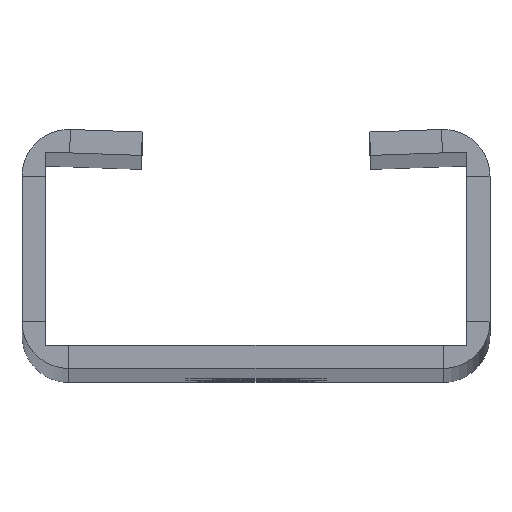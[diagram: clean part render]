
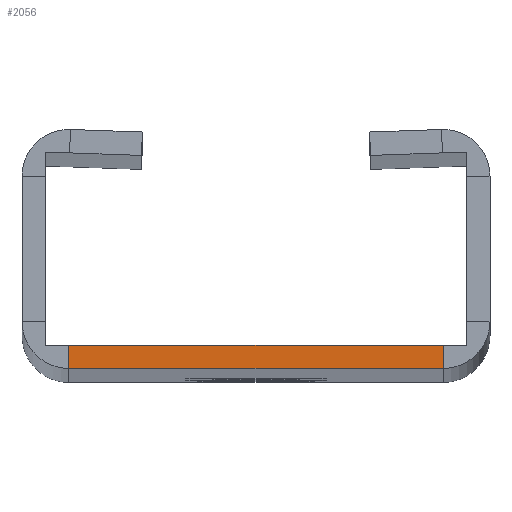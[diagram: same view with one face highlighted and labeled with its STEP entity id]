
A CAD part, top view. The second image highlights one B-rep face of the part: STEP entity #2056.
In plain terms, the highlighted planar face has unit normal (0, 0, 1).
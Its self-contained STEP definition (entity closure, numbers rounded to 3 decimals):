
#115 = VECTOR ( 'NONE', #571, 1000. ) ;
#136 = FACE_OUTER_BOUND ( 'NONE', #1965, .T. ) ;
#183 = CARTESIAN_POINT ( 'NONE',  ( -17.5, 1.75, 600. ) ) ;
#275 = EDGE_CURVE ( 'NONE', #2198, #1461, #1638, .T. ) ;
#343 = PLANE ( 'NONE',  #1375 ) ;
#362 = EDGE_CURVE ( 'NONE', #2198, #1191, #2119, .T. ) ;
#571 = DIRECTION ( 'NONE',  ( -1., 0., 0. ) ) ;
#661 = ORIENTED_EDGE ( 'NONE', *, *, #362, .T. ) ;
#771 = DIRECTION ( 'NONE',  ( 0., -1., 0. ) ) ;
#1110 = VERTEX_POINT ( 'NONE', #1917 ) ;
#1191 = VERTEX_POINT ( 'NONE', #2747 ) ;
#1283 = CARTESIAN_POINT ( 'NONE',  ( 14., 0., 600. ) ) ;
#1375 = AXIS2_PLACEMENT_3D ( 'NONE', #1833, #2713, #2097 ) ;
#1461 = VERTEX_POINT ( 'NONE', #2026 ) ;
#1638 = LINE ( 'NONE', #2489, #115 ) ;
#1656 = EDGE_CURVE ( 'NONE', #1191, #1110, #2772, .T. ) ;
#1682 = ORIENTED_EDGE ( 'NONE', *, *, #275, .F. ) ;
#1723 = VECTOR ( 'NONE', #1728, 1000. ) ;
#1728 = DIRECTION ( 'NONE',  ( -1., 0., 0. ) ) ;
#1833 = CARTESIAN_POINT ( 'NONE',  ( 15.75, 3.5, 600. ) ) ;
#1835 = CARTESIAN_POINT ( 'NONE',  ( -14., 1.75, 600. ) ) ;
#1917 = CARTESIAN_POINT ( 'NONE',  ( -14., 1.75, 600. ) ) ;
#1965 = EDGE_LOOP ( 'NONE', ( #1682, #661, #2548, #2429 ) ) ;
#2026 = CARTESIAN_POINT ( 'NONE',  ( -14., 0., 600. ) ) ;
#2056 = ADVANCED_FACE ( 'NONE', ( #136 ), #343, .T. ) ;
#2097 = DIRECTION ( 'NONE',  ( 1., 0., 0. ) ) ;
#2119 = LINE ( 'NONE', #1283, #2539 ) ;
#2124 = CARTESIAN_POINT ( 'NONE',  ( 14., 0., 600. ) ) ;
#2131 = DIRECTION ( 'NONE',  ( 0., 1., 0. ) ) ;
#2198 = VERTEX_POINT ( 'NONE', #2124 ) ;
#2275 = VECTOR ( 'NONE', #771, 1000. ) ;
#2429 = ORIENTED_EDGE ( 'NONE', *, *, #2675, .T. ) ;
#2489 = CARTESIAN_POINT ( 'NONE',  ( -17.5, 0., 600. ) ) ;
#2539 = VECTOR ( 'NONE', #2131, 1000. ) ;
#2548 = ORIENTED_EDGE ( 'NONE', *, *, #1656, .T. ) ;
#2673 = LINE ( 'NONE', #1835, #2275 ) ;
#2675 = EDGE_CURVE ( 'NONE', #1110, #1461, #2673, .T. ) ;
#2713 = DIRECTION ( 'NONE',  ( 0., 0., 1. ) ) ;
#2747 = CARTESIAN_POINT ( 'NONE',  ( 14., 1.75, 600. ) ) ;
#2772 = LINE ( 'NONE', #183, #1723 ) ;
